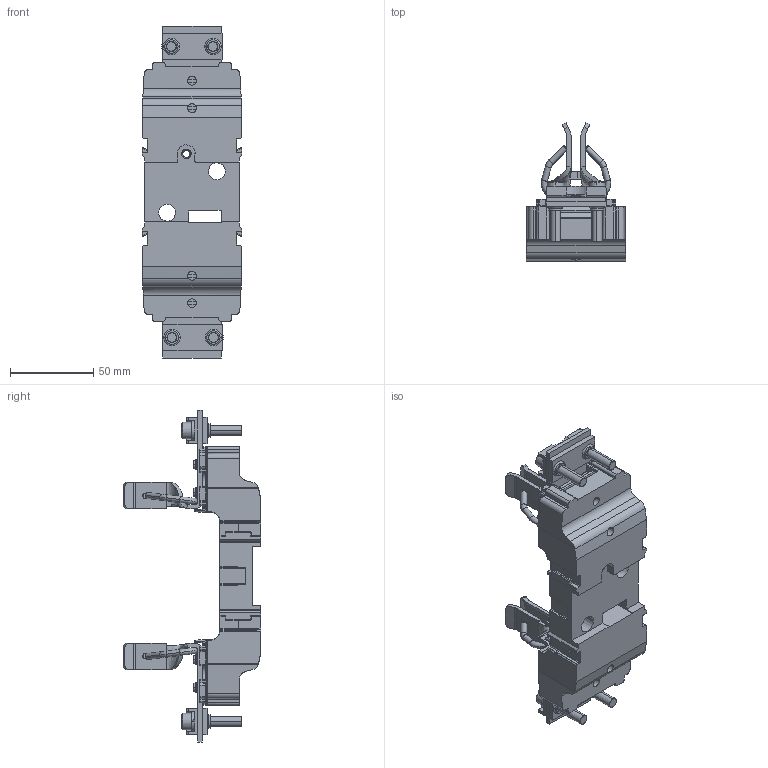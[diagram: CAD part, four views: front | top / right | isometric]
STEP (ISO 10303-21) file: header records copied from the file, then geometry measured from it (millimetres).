
FILE_DESCRIPTION((''),'2;1');
FILE_NAME('004121400_PT1_M10-M10_1P_ASM','2023-10-25T09:33:21',('klemen.sitar'),('Audax d.o.o.'),'CREO PARAMETRIC BY PTC INC, 2021304','CREO PARAMETRIC BY PTC INC, 2021304','');
FILE_SCHEMA(('AP242_MANAGED_MODEL_BASED_3D_ENGINEERING_MIM_LF { 1 0 10303 442 1 1 4 }'));
Products named in the file (23): 0000047317_1_1_2_3_1_1_1_1; 0000038645_AF1_1_1_2_3_4_1_1_1_; 0000038447_1_1_2_3_4_1_1_1_1; 0000053822_1_1_1; 0000053839_1_1_1; 0000053840_1_1_1; 0000053842_1_1_1; S12_TOP__ASM_1_ASM; TOP_ASM_1_ASM; 0000038645_AF0_1_1_2_3_4_1_1_1_; 0000053839_1_1_1_1_1; 0000053840_1_1_1_1_1; 0000053822_1_1_1_1_1; 0000053842_1_1_1_1_1; S12_BOT_ASM_1_ASM; BOT_ASM_1_ASM; ETI_LOGO_13_2X7_71MM_1_1; ETI_LOGO_13_2X7_71MM_1_2; ETI_LOGO_13_2X7_71MM_1_3; ETI_LOGO_13_2X7_71MM_1_ASM; BASE_V5_1_1_2_ASM_1_1; BASE_ASM_1_ASM; 004121400_PT1_M10-M10_1P_ASM
Assembly tree (30 placements, depth 4):
  004121400_PT1_M10-M10_1P_ASM
    TOP_ASM_1_ASM
      0000047317_1_1_2_3_1_1_1_1  x2
      0000038645_AF1_1_1_2_3_4_1_1_1_
      0000038447_1_1_2_3_4_1_1_1_1
      S12_TOP__ASM_1_ASM
        0000053822_1_1_1  x2
        0000053839_1_1_1
        0000053840_1_1_1
        0000053842_1_1_1  x2
    BOT_ASM_1_ASM
      0000047317_1_1_2_3_1_1_1_1  x2
      0000038645_AF0_1_1_2_3_4_1_1_1_
      0000038447_1_1_2_3_4_1_1_1_1
      S12_BOT_ASM_1_ASM
        0000053839_1_1_1_1_1
        0000053840_1_1_1_1_1
        0000053822_1_1_1_1_1  x2
        0000053842_1_1_1_1_1  x2
    BASE_ASM_1_ASM
      ETI_LOGO_13_2X7_71MM_1_ASM
        ETI_LOGO_13_2X7_71MM_1_1
        ETI_LOGO_13_2X7_71MM_1_2
        ETI_LOGO_13_2X7_71MM_1_3
      BASE_V5_1_1_2_ASM_1_1
Bounding box: 59.8 x 83.1 x 200 mm (x, y, z)
Volume: 236555.6 mm3; surface area: 73318.6 mm2
Topology: 24 solids, 40 shells, 1826 faces, 4670 edges, 2869 vertices
Faces by surface type: plane 690, cylinder 658, bspline 170, torus 152, cone 104, extrusion 28, sphere 24
Entity records: 92282 total; most frequent: CARTESIAN_POINT 38902, ORIENTED_EDGE 7954, DIRECTION 7641, EDGE_CURVE 3995, AXIS2_PLACEMENT_3D 2776, VERTEX_POINT 2469, PRESENTATION_STYLE_ASSIGNMENT 2117, STYLED_ITEM 2117
